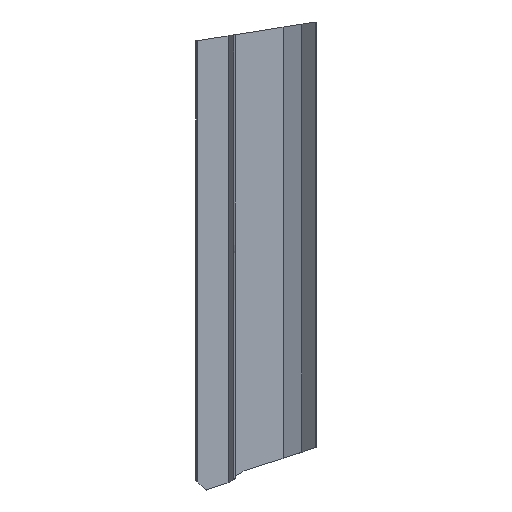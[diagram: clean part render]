
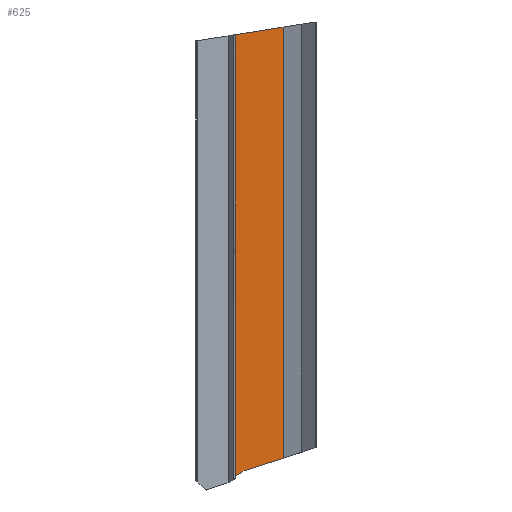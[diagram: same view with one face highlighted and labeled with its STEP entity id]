
A CAD part, left-side view. The second image highlights one B-rep face of the part: STEP entity #625.
In plain terms, the highlighted free-form (B-spline) face has degree [1, 1] with [2, 2] control points.
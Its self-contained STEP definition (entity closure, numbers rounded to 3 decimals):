
#3 = B_SPLINE_CURVE_WITH_KNOTS ( 'NONE', 1,
 ( #1822, #280 ),
 .UNSPECIFIED., .F., .F.,
 ( 2, 2 ),
 ( 0., 1. ),
 .UNSPECIFIED. ) ;
#14 = B_SPLINE_CURVE_WITH_KNOTS ( 'NONE', 1,
 ( #1048, #2439 ),
 .UNSPECIFIED., .F., .F.,
 ( 2, 2 ),
 ( 0., 1. ),
 .UNSPECIFIED. ) ;
#191 = CARTESIAN_POINT ( 'NONE',  ( 1735.011, 1602.197, 372.251 ) ) ;
#210 = CARTESIAN_POINT ( 'NONE',  ( 1735.011, 1624.396, 362.754 ) ) ;
#221 = CARTESIAN_POINT ( 'NONE',  ( 1735.011, 1596.45, 374.118 ) ) ;
#224 = VERTEX_POINT ( 'NONE', #271 ) ;
#235 = VERTEX_POINT ( 'NONE', #1861 ) ;
#242 = CARTESIAN_POINT ( 'NONE',  ( 1735.011, 1293.504, 472.551 ) ) ;
#271 = CARTESIAN_POINT ( 'NONE',  ( 1735.011, 1596.45, 374.118 ) ) ;
#280 = CARTESIAN_POINT ( 'NONE',  ( 1735.011, 1142.032, 5611.69 ) ) ;
#389 = CARTESIAN_POINT ( 'NONE',  ( 1735.011, 1142.032, 521.767 ) ) ;
#398 = CARTESIAN_POINT ( 'NONE',  ( 1735.011, 1664.613, 336.156 ) ) ;
#432 = CARTESIAN_POINT ( 'NONE',  ( 1735.011, 1142.032, 5611.69 ) ) ;
#542 = CARTESIAN_POINT ( 'NONE',  ( 1735.011, 1682.04, 319.443 ) ) ;
#557 = CARTESIAN_POINT ( 'NONE',  ( 1735.011, 1704.125, 290.765 ) ) ;
#587 = CARTESIAN_POINT ( 'NONE',  ( 1735.011, 1669.153, 332.178 ) ) ;
#625 = ADVANCED_FACE ( 'NONE', ( #1658 ), #1672, .T. ) ;
#689 = CARTESIAN_POINT ( 'NONE',  ( 1735.011, 1142.032, 253.613 ) ) ;
#742 = CARTESIAN_POINT ( 'NONE',  ( 1735.011, 1635.034, 357.021 ) ) ;
#783 = B_SPLINE_CURVE_WITH_KNOTS ( 'NONE', 3,
 ( #1483, #557, #1909, #1716, #1367, #542, #1953, #587, #398, #2144, #1924, #1166, #742, #210, #1699, #1942, #191, #1335 ),
 .UNSPECIFIED., .F., .F.,
 ( 4, 2, 2, 2, 2, 2, 2, 2, 4 ),
 ( 0., 0.09, 0.18, 0.27, 0.36, 0.45, 0.54, 0.63, 0.72 ),
 .UNSPECIFIED. ) ;
#789 = CARTESIAN_POINT ( 'NONE',  ( 1735.011, 1330.425, 5581.852 ) ) ;
#940 = EDGE_LOOP ( 'NONE', ( #2072, #2083, #1527, #2121, #1242 ) ) ;
#1048 = CARTESIAN_POINT ( 'NONE',  ( 1735.011, 1707.212, 5522.175 ) ) ;
#1086 = CARTESIAN_POINT ( 'NONE',  ( 1735.011, 1142.032, 5643.647 ) ) ;
#1166 = CARTESIAN_POINT ( 'NONE',  ( 1735.011, 1640.214, 353.921 ) ) ;
#1175 = EDGE_CURVE ( 'NONE', #224, #1388, #1278, .T. ) ;
#1242 = ORIENTED_EDGE ( 'NONE', *, *, #1175, .T. ) ;
#1260 = EDGE_CURVE ( 'NONE', #2314, #235, #14, .T. ) ;
#1278 = B_SPLINE_CURVE_WITH_KNOTS ( 'NONE', 3,
 ( #221, #2159, #242, #2206 ),
 .UNSPECIFIED., .F., .F.,
 ( 4, 4 ),
 ( 0., 1. ),
 .UNSPECIFIED. ) ;
#1315 = CARTESIAN_POINT ( 'NONE',  ( 1735.011, 1142.032, 5611.69 ) ) ;
#1335 = CARTESIAN_POINT ( 'NONE',  ( 1735.011, 1596.45, 374.118 ) ) ;
#1352 = EDGE_CURVE ( 'NONE', #235, #224, #783, .T. ) ;
#1367 = CARTESIAN_POINT ( 'NONE',  ( 1735.011, 1689.974, 310.328 ) ) ;
#1388 = VERTEX_POINT ( 'NONE', #389 ) ;
#1456 = CARTESIAN_POINT ( 'NONE',  ( 1735.011, 1707.212, 253.613 ) ) ;
#1483 = CARTESIAN_POINT ( 'NONE',  ( 1735.011, 1707.212, 285.57 ) ) ;
#1503 = CARTESIAN_POINT ( 'NONE',  ( 1735.011, 1707.212, 5522.175 ) ) ;
#1527 = ORIENTED_EDGE ( 'NONE', *, *, #1260, .T. ) ;
#1563 = CARTESIAN_POINT ( 'NONE',  ( 1735.011, 1707.212, 5522.175 ) ) ;
#1658 = FACE_OUTER_BOUND ( 'NONE', #940, .T. ) ;
#1672 = B_SPLINE_SURFACE_WITH_KNOTS ( 'NONE', 1, 1, ( 
 ( #2472, #1086 ),
 ( #1456, #689 ) ),
 .UNSPECIFIED., .F., .F., .F.,
 ( 2, 2 ),
 ( 2, 2 ),
 ( 0., 1. ),
 ( 0., 1. ),
 .UNSPECIFIED. ) ;
#1699 = CARTESIAN_POINT ( 'NONE',  ( 1735.011, 1618.959, 365.376 ) ) ;
#1705 = CARTESIAN_POINT ( 'NONE',  ( 1735.011, 1518.819, 5552.013 ) ) ;
#1716 = CARTESIAN_POINT ( 'NONE',  ( 1735.011, 1693.729, 305.602 ) ) ;
#1822 = CARTESIAN_POINT ( 'NONE',  ( 1735.011, 1142.032, 521.767 ) ) ;
#1861 = CARTESIAN_POINT ( 'NONE',  ( 1735.011, 1707.212, 285.57 ) ) ;
#1909 = CARTESIAN_POINT ( 'NONE',  ( 1735.011, 1700.811, 295.81 ) ) ;
#1924 = CARTESIAN_POINT ( 'NONE',  ( 1735.011, 1650.294, 347.255 ) ) ;
#1942 = CARTESIAN_POINT ( 'NONE',  ( 1735.011, 1607.848, 370.129 ) ) ;
#1953 = CARTESIAN_POINT ( 'NONE',  ( 1735.011, 1677.875, 323.813 ) ) ;
#2007 = EDGE_CURVE ( 'NONE', #1388, #2356, #3, .T. ) ;
#2072 = ORIENTED_EDGE ( 'NONE', *, *, #2007, .T. ) ;
#2083 = ORIENTED_EDGE ( 'NONE', *, *, #2164, .T. ) ;
#2121 = ORIENTED_EDGE ( 'NONE', *, *, #1352, .T. ) ;
#2144 = CARTESIAN_POINT ( 'NONE',  ( 1735.011, 1655.173, 343.702 ) ) ;
#2159 = CARTESIAN_POINT ( 'NONE',  ( 1735.011, 1444.977, 423.334 ) ) ;
#2164 = EDGE_CURVE ( 'NONE', #2356, #2314, #2361, .T. ) ;
#2206 = CARTESIAN_POINT ( 'NONE',  ( 1735.011, 1142.032, 521.767 ) ) ;
#2314 = VERTEX_POINT ( 'NONE', #1563 ) ;
#2356 = VERTEX_POINT ( 'NONE', #432 ) ;
#2361 = B_SPLINE_CURVE_WITH_KNOTS ( 'NONE', 3,
 ( #1315, #789, #1705, #1503 ),
 .UNSPECIFIED., .F., .F.,
 ( 4, 4 ),
 ( 0., 1. ),
 .UNSPECIFIED. ) ;
#2439 = CARTESIAN_POINT ( 'NONE',  ( 1735.011, 1707.212, 285.57 ) ) ;
#2472 = CARTESIAN_POINT ( 'NONE',  ( 1735.011, 1707.212, 5643.647 ) ) ;
